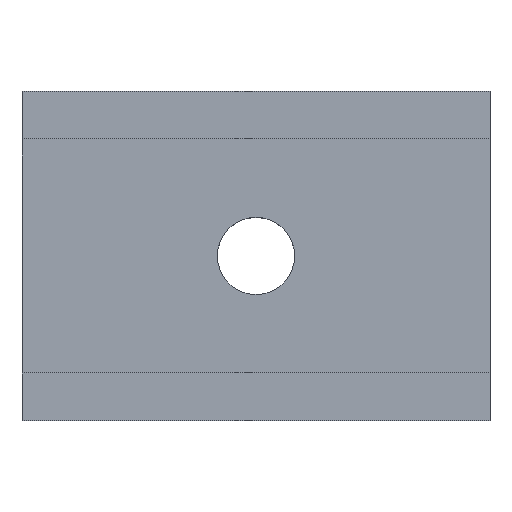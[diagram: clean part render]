
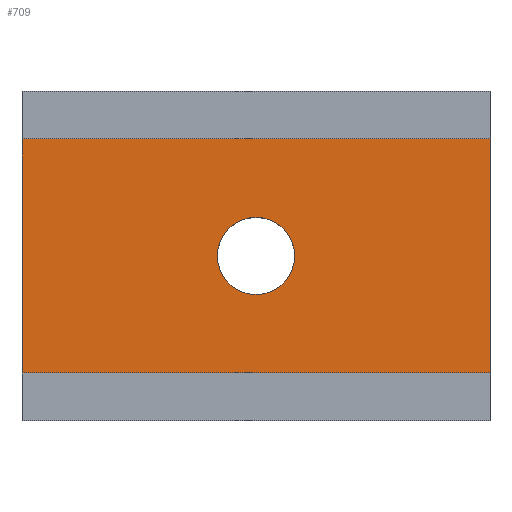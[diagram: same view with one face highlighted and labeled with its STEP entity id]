
A CAD part, top view. The second image highlights one B-rep face of the part: STEP entity #709.
In plain terms, the highlighted planar face has unit normal (0, 0, 1).
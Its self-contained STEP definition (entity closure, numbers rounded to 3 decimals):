
#15=FACE_BOUND('',#102,.T.);
#29=PLANE('',#784);
#65=FACE_OUTER_BOUND('',#101,.T.);
#101=EDGE_LOOP('',(#581,#582,#583,#584));
#102=EDGE_LOOP('',(#585));
#154=LINE('',#1103,#240);
#159=LINE('',#1113,#245);
#173=LINE('',#1140,#259);
#174=LINE('',#1142,#260);
#240=VECTOR('',#895,20.);
#245=VECTOR('',#902,20.);
#259=VECTOR('',#926,10.);
#260=VECTOR('',#929,10.);
#305=CIRCLE('',#770,1.65);
#335=VERTEX_POINT('',#1057);
#351=VERTEX_POINT('',#1100);
#352=VERTEX_POINT('',#1102);
#353=VERTEX_POINT('',#1106);
#356=VERTEX_POINT('',#1111);
#403=EDGE_CURVE('',#335,#335,#305,.T.);
#426=EDGE_CURVE('',#352,#351,#154,.T.);
#431=EDGE_CURVE('',#356,#353,#159,.T.);
#445=EDGE_CURVE('',#351,#353,#173,.T.);
#446=EDGE_CURVE('',#356,#352,#174,.T.);
#581=ORIENTED_EDGE('',*,*,#445,.T.);
#582=ORIENTED_EDGE('',*,*,#431,.F.);
#583=ORIENTED_EDGE('',*,*,#446,.T.);
#584=ORIENTED_EDGE('',*,*,#426,.T.);
#585=ORIENTED_EDGE('',*,*,#403,.T.);
#709=ADVANCED_FACE('',(#65,#15),#29,.T.);
#770=AXIS2_PLACEMENT_3D('',#1058,#860,#861);
#784=AXIS2_PLACEMENT_3D('',#1144,#931,#932);
#860=DIRECTION('center_axis',(0.,0.,-1.));
#861=DIRECTION('ref_axis',(1.,0.,0.));
#895=DIRECTION('',(-1.,0.,0.));
#902=DIRECTION('',(-1.,0.,0.));
#926=DIRECTION('',(0.,-1.,0.));
#929=DIRECTION('',(0.,1.,0.));
#931=DIRECTION('center_axis',(0.,0.,1.));
#932=DIRECTION('ref_axis',(1.,0.,0.));
#1057=CARTESIAN_POINT('',(-1.65,0.,1.5));
#1058=CARTESIAN_POINT('Origin',(0.,0.,1.5));
#1100=CARTESIAN_POINT('',(-10.,5.,1.5));
#1102=CARTESIAN_POINT('',(10.,5.,1.5));
#1103=CARTESIAN_POINT('',(10.,5.,1.5));
#1106=CARTESIAN_POINT('',(-10.,-5.,1.5));
#1111=CARTESIAN_POINT('',(10.,-5.,1.5));
#1113=CARTESIAN_POINT('',(10.,-5.,1.5));
#1140=CARTESIAN_POINT('',(-10.,5.,1.5));
#1142=CARTESIAN_POINT('',(10.,-5.,1.5));
#1144=CARTESIAN_POINT('Origin',(0.,0.,1.5));
